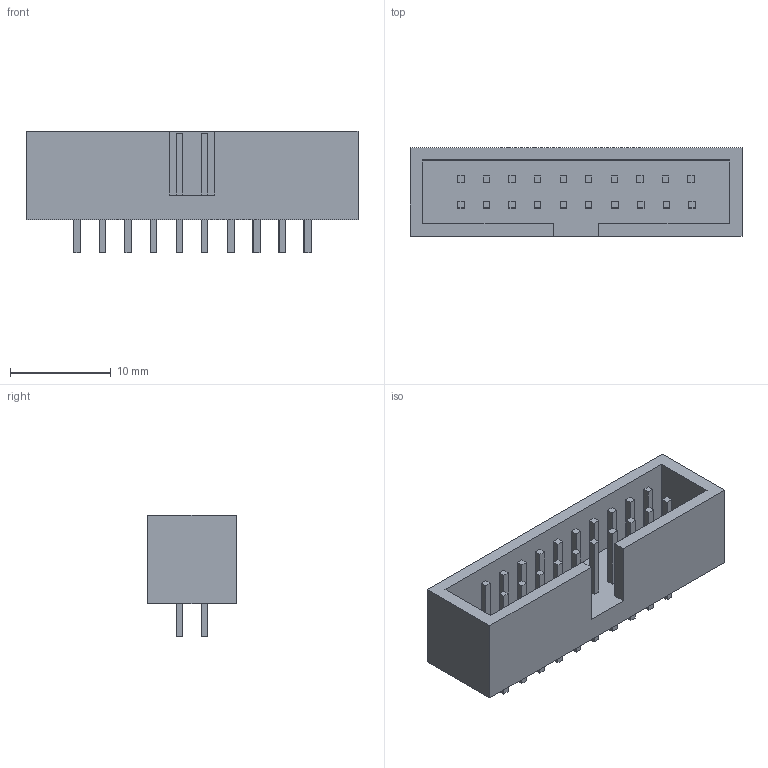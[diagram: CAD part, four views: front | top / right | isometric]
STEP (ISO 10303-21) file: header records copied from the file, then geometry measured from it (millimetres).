
FILE_DESCRIPTION(/* description */ (''),/* implementation_level */ '2;1');
FILE_NAME(/* name */ 'BHR-20-VUA v1.step',/* time_stamp */ '2023-07-13T15:27:14-07:00',/* author */ (''),/* organization */ (''),/* preprocessor_version */ 'ST-DEVELOPER v19.2',/* originating_system */ 'Autodesk Translation Framework v12.6.0.85',/* authorisation */ '');
FILE_SCHEMA (('AUTOMOTIVE_DESIGN { 1 0 10303 214 3 1 1 }'));
Length unit declared in the file: millimetre
Products named in the file (1): BHR-20-VUA
Bounding box: 33 x 8.8 x 12.1 mm (x, y, z)
Volume: 1369.5 mm3; surface area: 2228.2 mm2
Topology: 1 solids, 1 shells, 214 faces, 516 edges, 344 vertices
Faces by surface type: plane 214
Entity records: 6140 total; most frequent: CARTESIAN_POINT 1075, ORIENTED_EDGE 1032, DIRECTION 946, LINE 516, VECTOR 516, EDGE_CURVE 516, VERTEX_POINT 344, EDGE_LOOP 254
